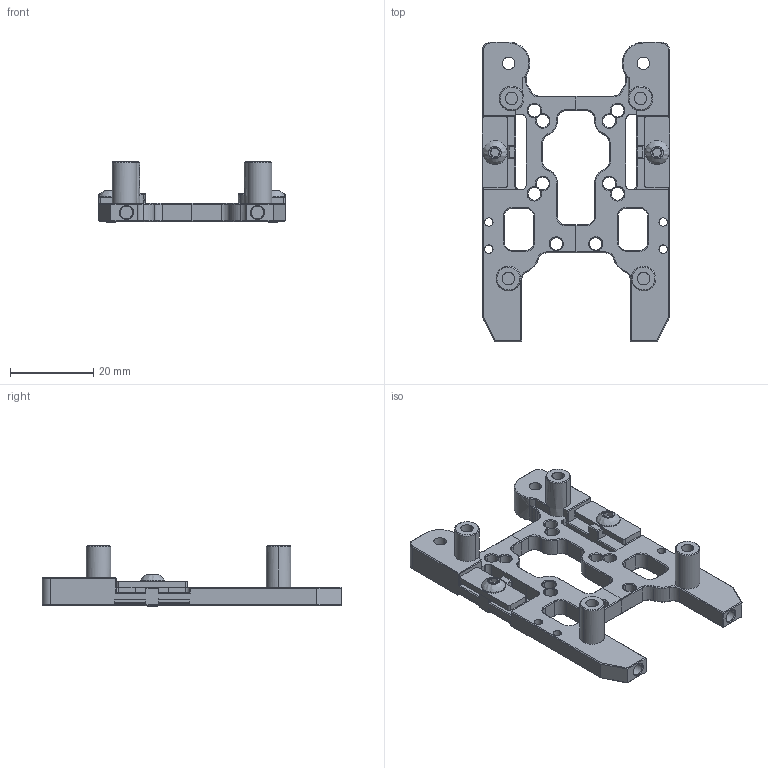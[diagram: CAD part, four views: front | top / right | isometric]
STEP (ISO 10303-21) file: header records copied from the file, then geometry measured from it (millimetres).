
FILE_DESCRIPTION(/* description */ (''),/* implementation_level */ '2;1');
FILE_NAME(/* name */ '制图师~2',/* time_stamp */ '2024-01-29T14:22:59+08:00',/* author */ (''),/* organization */ (''),/* preprocessor_version */ 'ST-DEVELOPER v16.5',/* originating_system */ '',/* authorisation */ '');
FILE_SCHEMA (('AUTOMOTIVE_DESIGN'));
Length unit declared in the file: millimetre
Products named in the file (1): Document
Bounding box: 45.01 x 72.05 x 14.55 mm (x, y, z)
Volume: 8983.1 mm3; surface area: 8856.3 mm2
Topology: 20 solids, 23 shells, 703 faces, 1704 edges, 1044 vertices
Faces by surface type: plane 423, bspline 280
Entity records: 20169 total; most frequent: CARTESIAN_POINT 9196, ORIENTED_EDGE 3402, EDGE_CURVE 1704, B_SPLINE_CURVE_WITH_KNOTS 1046, VERTEX_POINT 1044, EDGE_LOOP 753, ADVANCED_FACE 703, FACE_OUTER_BOUND 703
